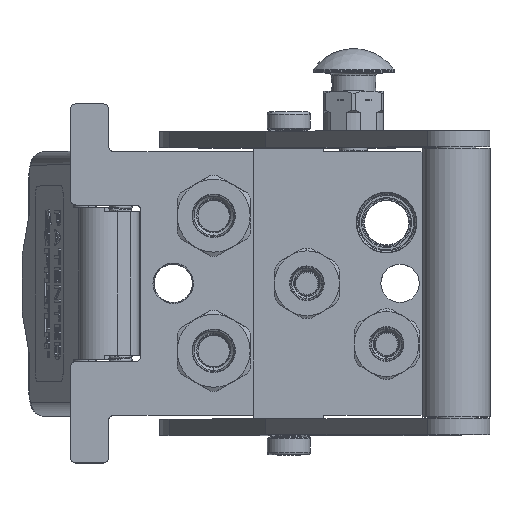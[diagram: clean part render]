
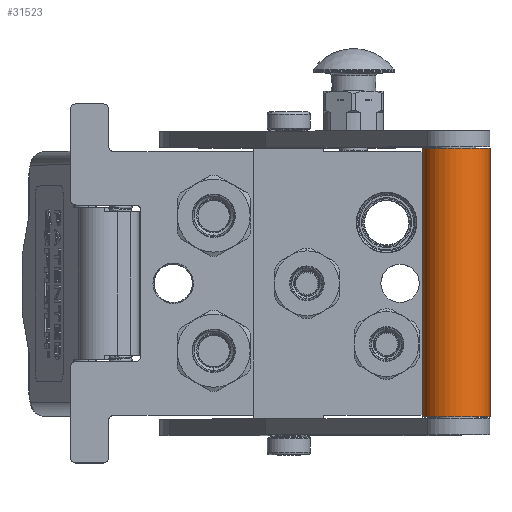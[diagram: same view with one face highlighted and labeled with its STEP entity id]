
A CAD part, top view. The second image highlights one B-rep face of the part: STEP entity #31523.
In plain terms, the highlighted cylindrical face has radius 12.5 mm (diameter 25 mm), a partial arc.
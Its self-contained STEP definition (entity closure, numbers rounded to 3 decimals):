
#3539 = LINE ( 'NONE', #122533, #5255 ) ;
#5255 = VECTOR ( 'NONE', #90678, 1000. ) ;
#5932 = CARTESIAN_POINT ( 'NONE',  ( 104., 0., -12.5 ) ) ;
#6016 = VERTEX_POINT ( 'NONE', #8142 ) ;
#6369 = AXIS2_PLACEMENT_3D ( 'NONE', #16655, #17107, #37951 ) ;
#6865 = CIRCLE ( 'NONE', #41929, 12.5 ) ;
#7512 = DIRECTION ( 'NONE',  ( -1., 0., 0. ) ) ;
#8142 = CARTESIAN_POINT ( 'NONE',  ( 104., 0., 12.5 ) ) ;
#11049 = VECTOR ( 'NONE', #47728, 1000. ) ;
#16655 = CARTESIAN_POINT ( 'NONE',  ( 4.5, 0., 0. ) ) ;
#17107 = DIRECTION ( 'NONE',  ( -1., 0., 0. ) ) ;
#31433 = CARTESIAN_POINT ( 'NONE',  ( 104., 0., 0. ) ) ;
#31492 = EDGE_CURVE ( 'NONE', #133875, #107923, #46218, .T. ) ;
#31523 = ADVANCED_FACE ( 'NONE', ( #130941 ), #69014, .T. ) ;
#31892 = DIRECTION ( 'NONE',  ( -1., 0., 0. ) ) ;
#37951 = DIRECTION ( 'NONE',  ( 0., 0., -1. ) ) ;
#41929 = AXIS2_PLACEMENT_3D ( 'NONE', #31433, #31892, #83720 ) ;
#43705 = CARTESIAN_POINT ( 'NONE',  ( 4.5, 0., 12.5 ) ) ;
#44695 = CARTESIAN_POINT ( 'NONE',  ( 104., 0., -12.5 ) ) ;
#46218 = CIRCLE ( 'NONE', #6369, 12.5 ) ;
#47728 = DIRECTION ( 'NONE',  ( -1., 0., 0. ) ) ;
#48419 = CARTESIAN_POINT ( 'NONE',  ( -5.425, 0., 0. ) ) ;
#49039 = ORIENTED_EDGE ( 'NONE', *, *, #31492, .F. ) ;
#54491 = EDGE_CURVE ( 'NONE', #134298, #133875, #121781, .T. ) ;
#69014 = CYLINDRICAL_SURFACE ( 'NONE', #116243, 12.5 ) ;
#83720 = DIRECTION ( 'NONE',  ( 0., 0., -1. ) ) ;
#90678 = DIRECTION ( 'NONE',  ( -1., 0., 0. ) ) ;
#93229 = ORIENTED_EDGE ( 'NONE', *, *, #106430, .T. ) ;
#96102 = ORIENTED_EDGE ( 'NONE', *, *, #106851, .T. ) ;
#106430 = EDGE_CURVE ( 'NONE', #6016, #107923, #3539, .T. ) ;
#106851 = EDGE_CURVE ( 'NONE', #134298, #6016, #6865, .T. ) ;
#107731 = CARTESIAN_POINT ( 'NONE',  ( 4.5, 0., -12.5 ) ) ;
#107923 = VERTEX_POINT ( 'NONE', #43705 ) ;
#110232 = EDGE_LOOP ( 'NONE', ( #96102, #93229, #49039, #131541 ) ) ;
#116243 = AXIS2_PLACEMENT_3D ( 'NONE', #48419, #7512, #121280 ) ;
#121280 = DIRECTION ( 'NONE',  ( 0., 0., 1. ) ) ;
#121781 = LINE ( 'NONE', #5932, #11049 ) ;
#122533 = CARTESIAN_POINT ( 'NONE',  ( 104., 0., 12.5 ) ) ;
#130941 = FACE_OUTER_BOUND ( 'NONE', #110232, .T. ) ;
#131541 = ORIENTED_EDGE ( 'NONE', *, *, #54491, .F. ) ;
#133875 = VERTEX_POINT ( 'NONE', #107731 ) ;
#134298 = VERTEX_POINT ( 'NONE', #44695 ) ;
